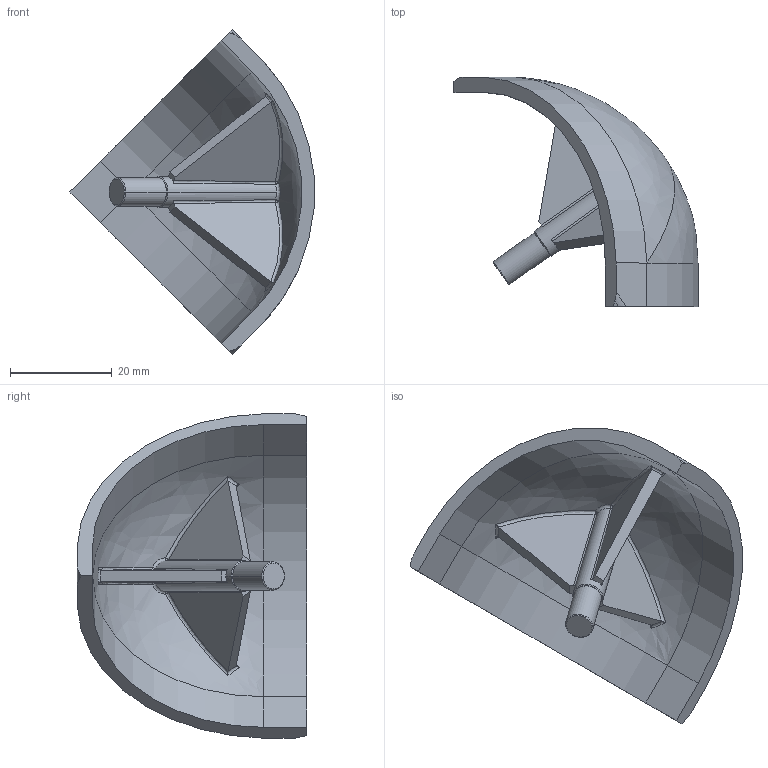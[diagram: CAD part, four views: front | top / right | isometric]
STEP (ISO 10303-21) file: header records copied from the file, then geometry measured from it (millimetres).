
FILE_DESCRIPTION(('STEP AP214'),'1');
FILE_NAME('fath_093wea452b.stp','2017-04-24T06:55:09',('TraceParts'),('TraceParts S.A.'),'Spatial InterOp 3D',' ',' ');
FILE_SCHEMA(('automotive_design'));
Length unit declared in the file: millimetre
Products named in the file (1): fath_093wea452b
Bounding box: 47.89 x 45 x 63.64 mm (x, y, z)
Volume: 12037.3 mm3; surface area: 9669.7 mm2
Topology: 1 solids, 1 shells, 70 faces, 177 edges, 108 vertices
Faces by surface type: bspline 27, plane 26, cylinder 13, cone 4
Entity records: 3312 total; most frequent: CARTESIAN_POINT 1250, ORIENTED_EDGE 348, DIRECTION 262, EDGE_CURVE 174, VERTEX_POINT 108, AXIS2_PLACEMENT_3D 100, EDGE_LOOP 72, STYLED_ITEM 71
